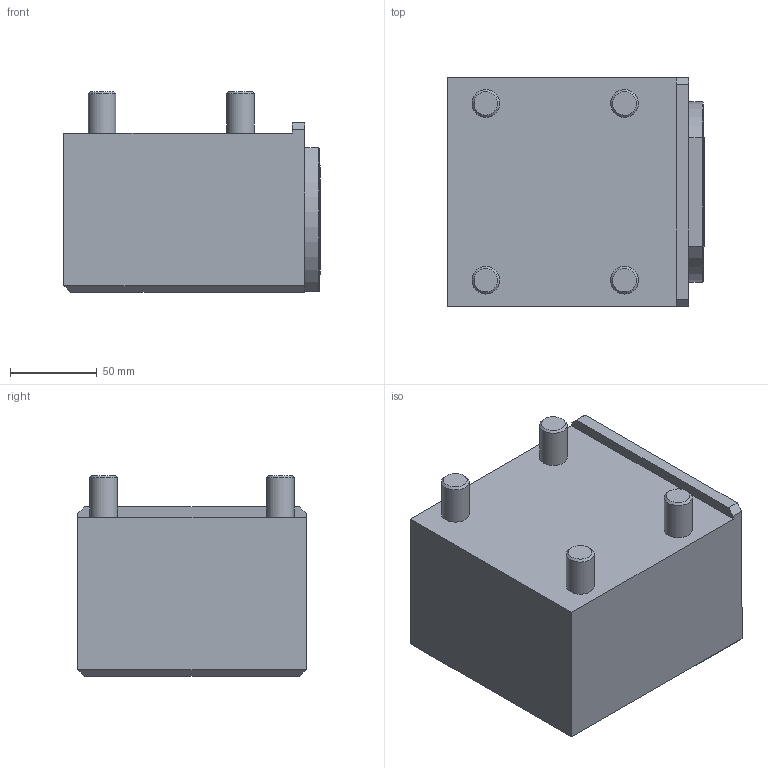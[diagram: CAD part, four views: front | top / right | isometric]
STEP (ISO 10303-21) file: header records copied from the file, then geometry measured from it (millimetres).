
FILE_DESCRIPTION(/* description */ (''),/* implementation_level */ '2;1');
FILE_NAME(/* name */ '1597318232810.stp',/* time_stamp */ '2020-08-13T13:30:41+02:00',/* author */ (''),/* organization */ ('SMS'),/* preprocessor_version */ 'ST-DEVELOPER v16.7',/* originating_system */ 'SIEMENS PLM Software NX 12.0',/* authorisation */ '');
FILE_SCHEMA (('AUTOMOTIVE_DESIGN { 1 0 10303 214 3 1 1 1 }'));
Length unit declared in the file: millimetre
Products named in the file (1): 201637186mod000_01
Bounding box: 148 x 132 x 116 mm (x, y, z)
Volume: 1718802.1 mm3; surface area: 99715.3 mm2
Topology: 1 solids, 1 shells, 40 faces, 86 edges, 59 vertices
Faces by surface type: plane 25, cylinder 8, cone 6, bspline 1
Full cylindrical faces by diameter (mm): 4 x1, 16 x4, 63 x1
Entity records: 1471 total; most frequent: CARTESIAN_POINT 615, DIRECTION 169, ORIENTED_EDGE 138, EDGE_CURVE 69, AXIS2_PLACEMENT_3D 64, EDGE_LOOP 59, VERTEX_POINT 50, LINE 41
